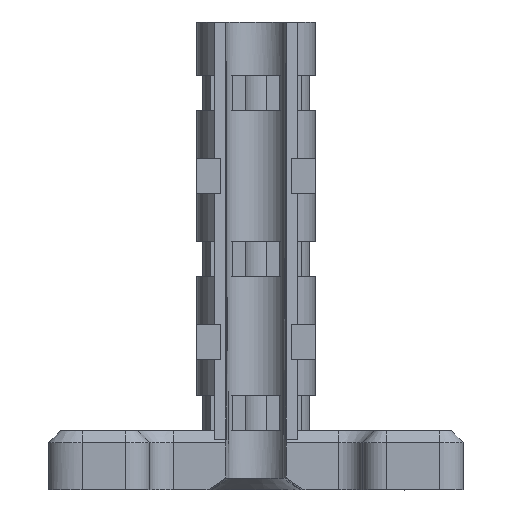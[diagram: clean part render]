
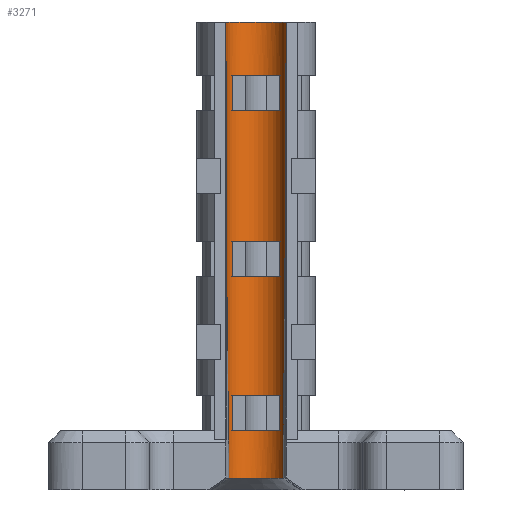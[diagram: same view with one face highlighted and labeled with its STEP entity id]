
A CAD part, front view. The second image highlights one B-rep face of the part: STEP entity #3271.
In plain terms, the highlighted cylindrical face has radius 2.545 mm (diameter 5.091 mm), a partial arc.
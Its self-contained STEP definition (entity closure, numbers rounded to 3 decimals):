
#27=CYLINDRICAL_SURFACE('',#3488,2.545);
#59=FACE_BOUND('',#522,.T.);
#60=FACE_BOUND('',#523,.T.);
#61=FACE_BOUND('',#524,.T.);
#181=CIRCLE('',#3394,2.545);
#216=CIRCLE('',#3451,2.545);
#225=CIRCLE('',#3489,2.545);
#226=CIRCLE('',#3490,2.545);
#227=CIRCLE('',#3491,2.545);
#228=CIRCLE('',#3492,2.545);
#229=CIRCLE('',#3493,2.545);
#230=CIRCLE('',#3494,2.545);
#352=FACE_OUTER_BOUND('',#521,.T.);
#521=EDGE_LOOP('',(#2525,#2526,#2527,#2528));
#522=EDGE_LOOP('',(#2529,#2530,#2531,#2532));
#523=EDGE_LOOP('',(#2533,#2534,#2535,#2536));
#524=EDGE_LOOP('',(#2537,#2538,#2539,#2540));
#745=LINE('',#5374,#1092);
#746=LINE('',#5375,#1093);
#747=LINE('',#5380,#1094);
#748=LINE('',#5383,#1095);
#749=LINE('',#5388,#1096);
#750=LINE('',#5391,#1097);
#1092=VECTOR('',#3970,10.);
#1093=VECTOR('',#3971,10.);
#1094=VECTOR('',#3974,10.);
#1095=VECTOR('',#3977,10.);
#1096=VECTOR('',#3980,10.);
#1097=VECTOR('',#3983,10.);
#1363=B_SPLINE_CURVE_WITH_KNOTS('',3,(#5354,#5355,#5356,#5357,#5358,#5359,
#5360),.UNSPECIFIED.,.F.,.F.,(4,1,1,1,4),(0.205,0.757,
1.309,2.412,4.062),.UNSPECIFIED.);
#1364=B_SPLINE_CURVE_WITH_KNOTS('',3,(#5364,#5365,#5366,#5367,#5368,#5369,
#5370),.UNSPECIFIED.,.F.,.F.,(4,1,1,1,4),(0.301,2.503,
3.607,3.883,4.159),.UNSPECIFIED.);
#1377=VERTEX_POINT('',#4629);
#1378=VERTEX_POINT('',#4631);
#1469=VERTEX_POINT('',#5031);
#1470=VERTEX_POINT('',#5033);
#1499=VERTEX_POINT('',#5347);
#1500=VERTEX_POINT('',#5362);
#1501=VERTEX_POINT('',#5371);
#1502=VERTEX_POINT('',#5372);
#1503=VERTEX_POINT('',#5376);
#1504=VERTEX_POINT('',#5377);
#1505=VERTEX_POINT('',#5379);
#1506=VERTEX_POINT('',#5381);
#1507=VERTEX_POINT('',#5384);
#1508=VERTEX_POINT('',#5385);
#1509=VERTEX_POINT('',#5387);
#1510=VERTEX_POINT('',#5389);
#1702=EDGE_CURVE('',#1377,#1378,#181,.T.);
#1821=EDGE_CURVE('',#1469,#1470,#216,.T.);
#1886=EDGE_CURVE('',#1499,#1377,#1363,.T.);
#1887=EDGE_CURVE('',#1500,#1499,#225,.T.);
#1888=EDGE_CURVE('',#1378,#1500,#1364,.T.);
#1889=EDGE_CURVE('',#1501,#1502,#226,.T.);
#1890=EDGE_CURVE('',#1470,#1501,#745,.T.);
#1891=EDGE_CURVE('',#1502,#1469,#746,.T.);
#1892=EDGE_CURVE('',#1503,#1504,#227,.T.);
#1893=EDGE_CURVE('',#1505,#1503,#747,.T.);
#1894=EDGE_CURVE('',#1506,#1505,#228,.T.);
#1895=EDGE_CURVE('',#1504,#1506,#748,.T.);
#1896=EDGE_CURVE('',#1507,#1508,#229,.T.);
#1897=EDGE_CURVE('',#1509,#1507,#749,.T.);
#1898=EDGE_CURVE('',#1510,#1509,#230,.T.);
#1899=EDGE_CURVE('',#1508,#1510,#750,.T.);
#2525=ORIENTED_EDGE('',*,*,#1702,.F.);
#2526=ORIENTED_EDGE('',*,*,#1886,.F.);
#2527=ORIENTED_EDGE('',*,*,#1887,.F.);
#2528=ORIENTED_EDGE('',*,*,#1888,.F.);
#2529=ORIENTED_EDGE('',*,*,#1889,.F.);
#2530=ORIENTED_EDGE('',*,*,#1890,.F.);
#2531=ORIENTED_EDGE('',*,*,#1821,.F.);
#2532=ORIENTED_EDGE('',*,*,#1891,.F.);
#2533=ORIENTED_EDGE('',*,*,#1892,.F.);
#2534=ORIENTED_EDGE('',*,*,#1893,.F.);
#2535=ORIENTED_EDGE('',*,*,#1894,.F.);
#2536=ORIENTED_EDGE('',*,*,#1895,.F.);
#2537=ORIENTED_EDGE('',*,*,#1896,.F.);
#2538=ORIENTED_EDGE('',*,*,#1897,.F.);
#2539=ORIENTED_EDGE('',*,*,#1898,.F.);
#2540=ORIENTED_EDGE('',*,*,#1899,.F.);
#3271=ADVANCED_FACE('',(#352,#59,#60,#61),#27,.F.);
#3394=AXIS2_PLACEMENT_3D('',#4632,#3670,#3671);
#3451=AXIS2_PLACEMENT_3D('',#5034,#3847,#3848);
#3488=AXIS2_PLACEMENT_3D('',#5361,#3964,#3965);
#3489=AXIS2_PLACEMENT_3D('',#5363,#3966,#3967);
#3490=AXIS2_PLACEMENT_3D('',#5373,#3968,#3969);
#3491=AXIS2_PLACEMENT_3D('',#5378,#3972,#3973);
#3492=AXIS2_PLACEMENT_3D('',#5382,#3975,#3976);
#3493=AXIS2_PLACEMENT_3D('',#5386,#3978,#3979);
#3494=AXIS2_PLACEMENT_3D('',#5390,#3981,#3982);
#3670=DIRECTION('center_axis',(0.,0.,
1.));
#3671=DIRECTION('ref_axis',(1.,0.,0.));
#3847=DIRECTION('center_axis',(0.,0.,
-1.));
#3848=DIRECTION('ref_axis',(1.,0.,0.));
#3964=DIRECTION('center_axis',(0.,0.,
-1.));
#3965=DIRECTION('ref_axis',(0.,1.,0.));
#3966=DIRECTION('center_axis',(0.,0.,
-1.));
#3967=DIRECTION('ref_axis',(1.,0.,0.));
#3968=DIRECTION('center_axis',(0.,0.,
1.));
#3969=DIRECTION('ref_axis',(1.,0.,0.));
#3970=DIRECTION('',(0.,0.,1.));
#3971=DIRECTION('',(0.,0.,-1.));
#3972=DIRECTION('center_axis',(0.,0.,
-1.));
#3973=DIRECTION('ref_axis',(1.,0.,0.));
#3974=DIRECTION('',(0.,0.,-1.));
#3975=DIRECTION('center_axis',(0.,0.,
1.));
#3976=DIRECTION('ref_axis',(1.,0.,0.));
#3977=DIRECTION('',(0.,0.,1.));
#3978=DIRECTION('center_axis',(0.,0.,
-1.));
#3979=DIRECTION('ref_axis',(1.,0.,0.));
#3980=DIRECTION('',(0.,0.,-1.));
#3981=DIRECTION('center_axis',(0.,0.,
1.));
#3982=DIRECTION('ref_axis',(1.,0.,0.));
#3983=DIRECTION('',(0.,0.,1.));
#4629=CARTESIAN_POINT('',(19.9,5.914,1.));
#4631=CARTESIAN_POINT('',(15.1,5.914,1.));
#4632=CARTESIAN_POINT('Origin',(17.5,6.762,1.));
#5031=CARTESIAN_POINT('',(15.489,8.322,5.));
#5033=CARTESIAN_POINT('',(19.511,8.322,5.));
#5034=CARTESIAN_POINT('Origin',(17.5,6.762,5.));
#5347=CARTESIAN_POINT('',(20.045,6.806,39.5));
#5354=CARTESIAN_POINT('Ctrl Pts',(20.045,6.806,39.5));
#5355=CARTESIAN_POINT('Ctrl Pts',(20.047,6.704,37.675));
#5356=CARTESIAN_POINT('Ctrl Pts',(20.043,6.634,34.));
#5357=CARTESIAN_POINT('Ctrl Pts',(20.031,6.46,26.663));
#5358=CARTESIAN_POINT('Ctrl Pts',(19.995,6.232,15.672));
#5359=CARTESIAN_POINT('Ctrl Pts',(19.942,6.032,6.498));
#5360=CARTESIAN_POINT('Ctrl Pts',(19.9,5.914,1.));
#5361=CARTESIAN_POINT('Origin',(17.5,6.762,39.5));
#5362=CARTESIAN_POINT('',(14.955,6.806,39.5));
#5363=CARTESIAN_POINT('Origin',(17.5,6.762,39.5));
#5364=CARTESIAN_POINT('Ctrl Pts',(15.1,5.914,1.));
#5365=CARTESIAN_POINT('Ctrl Pts',(15.044,6.072,8.34));
#5366=CARTESIAN_POINT('Ctrl Pts',(14.987,6.309,19.364));
#5367=CARTESIAN_POINT('Ctrl Pts',(14.96,6.564,31.245));
#5368=CARTESIAN_POINT('Ctrl Pts',(14.955,6.701,36.763));
#5369=CARTESIAN_POINT('Ctrl Pts',(14.954,6.755,38.588));
#5370=CARTESIAN_POINT('Ctrl Pts',(14.955,6.806,39.5));
#5371=CARTESIAN_POINT('',(19.511,8.322,8.));
#5372=CARTESIAN_POINT('',(15.489,8.322,8.));
#5373=CARTESIAN_POINT('Origin',(17.5,6.762,8.));
#5374=CARTESIAN_POINT('',(19.511,8.322,39.5));
#5375=CARTESIAN_POINT('',(15.489,8.322,39.5));
#5376=CARTESIAN_POINT('',(15.489,8.322,18.));
#5377=CARTESIAN_POINT('',(19.511,8.322,18.));
#5378=CARTESIAN_POINT('Origin',(17.5,6.762,18.));
#5379=CARTESIAN_POINT('',(15.489,8.322,21.));
#5380=CARTESIAN_POINT('',(15.489,8.322,39.5));
#5381=CARTESIAN_POINT('',(19.511,8.322,21.));
#5382=CARTESIAN_POINT('Origin',(17.5,6.762,21.));
#5383=CARTESIAN_POINT('',(19.511,8.322,39.5));
#5384=CARTESIAN_POINT('',(15.489,8.322,32.));
#5385=CARTESIAN_POINT('',(19.511,8.322,32.));
#5386=CARTESIAN_POINT('Origin',(17.5,6.762,32.));
#5387=CARTESIAN_POINT('',(15.489,8.322,35.));
#5388=CARTESIAN_POINT('',(15.489,8.322,39.5));
#5389=CARTESIAN_POINT('',(19.511,8.322,35.));
#5390=CARTESIAN_POINT('Origin',(17.5,6.762,35.));
#5391=CARTESIAN_POINT('',(19.511,8.322,39.5));
